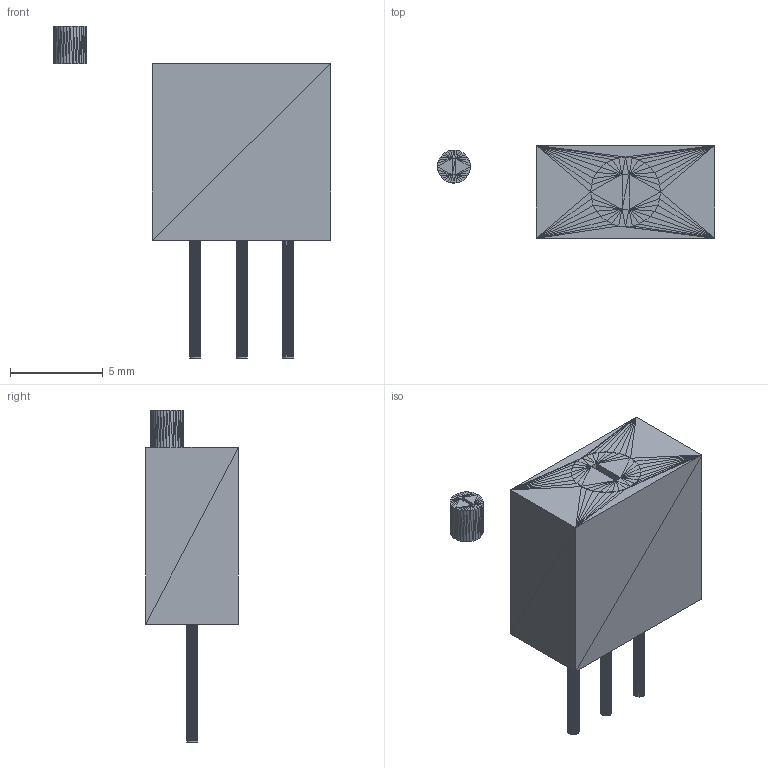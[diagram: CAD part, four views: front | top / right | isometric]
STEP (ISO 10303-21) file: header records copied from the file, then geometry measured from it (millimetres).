
FILE_DESCRIPTION(('STEP AP214'),'1');
FILE_NAME('POT_PV36W','2018-06-07T00:04:06',(''),(''),'','','');
FILE_SCHEMA(('AUTOMOTIVE_DESIGN'));
Length unit declared in the file: millimetre
Products named in the file (1): product
Bounding box: 14.94 x 5 x 17.88 mm (x, y, z)
Surface area: 460 mm2 (no closed solid volume)
Topology: 0 solids, 724 shells, 724 faces, 2172 edges, 2172 vertices
Faces by surface type: plane 724
Entity records: 23969 total; most frequent: CARTESIAN_POINT 5069, DIRECTION 3622, ORIENTED_EDGE 2172, EDGE_CURVE 2172, VERTEX_POINT 2172, LINE 2172, VECTOR 2172, AXIS2_PLACEMENT_3D 725
